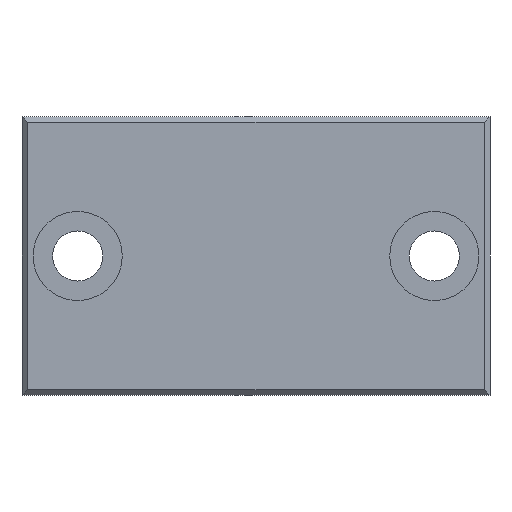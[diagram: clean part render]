
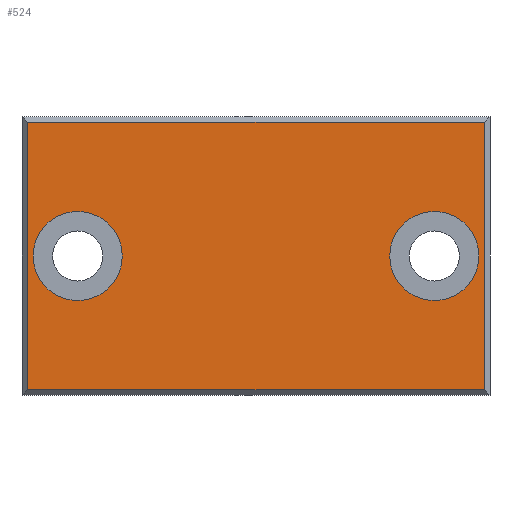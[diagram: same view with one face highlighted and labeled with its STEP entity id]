
A CAD part, front view. The second image highlights one B-rep face of the part: STEP entity #524.
In plain terms, the highlighted planar face has unit normal (0, -1, 0).
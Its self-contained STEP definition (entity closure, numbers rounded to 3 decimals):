
#105=CARTESIAN_POINT('',(-32.,0.,0.));
#106=DIRECTION('',(0.,1.,0.));
#107=DIRECTION('',(1.,0.,0.));
#108=AXIS2_PLACEMENT_3D('',#105,#106,#107);
#113=CARTESIAN_POINT('',(-32.,0.,0.));
#114=DIRECTION('',(0.,1.,0.));
#115=DIRECTION('',(-1.,0.,0.));
#116=AXIS2_PLACEMENT_3D('',#113,#114,#115);
#121=CARTESIAN_POINT('',(0.,0.,0.));
#122=DIRECTION('',(0.,1.,0.));
#123=DIRECTION('',(1.,0.,0.));
#124=AXIS2_PLACEMENT_3D('',#121,#122,#123);
#129=CARTESIAN_POINT('',(0.,0.,0.));
#130=DIRECTION('',(0.,1.,0.));
#131=DIRECTION('',(-1.,0.,0.));
#132=AXIS2_PLACEMENT_3D('',#129,#130,#131);
#144=DIRECTION('',(0.,0.,1.));
#145=VECTOR('',#144,24.);
#146=CARTESIAN_POINT('',(-36.5,0.,-12.));
#147=LINE('',#146,#145);
#172=DIRECTION('',(1.,0.,0.));
#173=VECTOR('',#172,41.);
#174=CARTESIAN_POINT('',(-36.5,0.,12.));
#175=LINE('',#174,#173);
#193=DIRECTION('',(-1.,0.,0.));
#194=VECTOR('',#193,41.);
#195=CARTESIAN_POINT('',(4.5,0.,-12.));
#196=LINE('',#195,#194);
#228=DIRECTION('',(0.,0.,-1.));
#229=VECTOR('',#228,24.);
#230=CARTESIAN_POINT('',(4.5,0.,12.));
#231=LINE('',#230,#229);
#370=CARTESIAN_POINT('',(-36.5,0.,-12.));
#372=VERTEX_POINT('',#370);
#373=CARTESIAN_POINT('',(4.5,0.,-12.));
#375=VERTEX_POINT('',#373);
#385=CARTESIAN_POINT('',(4.5,0.,12.));
#386=VERTEX_POINT('',#385);
#395=CARTESIAN_POINT('',(-36.,0.,0.));
#396=CARTESIAN_POINT('',(-28.,0.,0.));
#397=VERTEX_POINT('',#395);
#398=VERTEX_POINT('',#396);
#403=CARTESIAN_POINT('',(4.,0.,0.));
#404=CARTESIAN_POINT('',(-4.,0.,0.));
#405=VERTEX_POINT('',#403);
#406=VERTEX_POINT('',#404);
#407=CARTESIAN_POINT('',(-36.5,0.,12.));
#408=VERTEX_POINT('',#407);
#499=CARTESIAN_POINT('',(-16.,0.,0.));
#500=DIRECTION('',(0.,1.,0.));
#501=DIRECTION('',(0.,0.,1.));
#502=AXIS2_PLACEMENT_3D('',#499,#500,#501);
#503=PLANE('',#502);
#505=ORIENTED_EDGE('',*,*,#504,.T.);
#507=ORIENTED_EDGE('',*,*,#506,.T.);
#509=ORIENTED_EDGE('',*,*,#508,.T.);
#511=ORIENTED_EDGE('',*,*,#510,.T.);
#512=EDGE_LOOP('',(#505,#507,#509,#511));
#513=FACE_OUTER_BOUND('',#512,.F.);
#515=ORIENTED_EDGE('',*,*,#514,.F.);
#517=ORIENTED_EDGE('',*,*,#516,.F.);
#518=EDGE_LOOP('',(#515,#517));
#519=FACE_BOUND('',#518,.F.);
#520=ORIENTED_EDGE('',*,*,#492,.F.);
#521=ORIENTED_EDGE('',*,*,#481,.F.);
#522=EDGE_LOOP('',(#520,#521));
#523=FACE_BOUND('',#522,.F.);
#524=ADVANCED_FACE('',(#513,#519,#523),#503,.F.);
#109=CIRCLE('',#108,4.);
#117=CIRCLE('',#116,4.);
#125=CIRCLE('',#124,4.);
#133=CIRCLE('',#132,4.);
#481=EDGE_CURVE('',#406,#405,#133,.T.);
#492=EDGE_CURVE('',#405,#406,#125,.T.);
#504=EDGE_CURVE('',#372,#408,#147,.T.);
#506=EDGE_CURVE('',#408,#386,#175,.T.);
#508=EDGE_CURVE('',#386,#375,#231,.T.);
#510=EDGE_CURVE('',#375,#372,#196,.T.);
#514=EDGE_CURVE('',#398,#397,#109,.T.);
#516=EDGE_CURVE('',#397,#398,#117,.T.);
